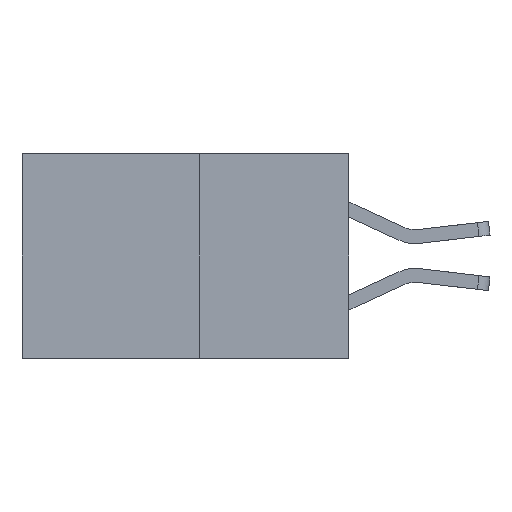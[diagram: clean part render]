
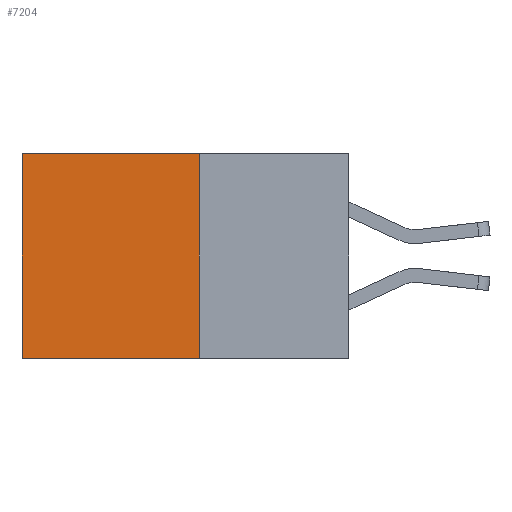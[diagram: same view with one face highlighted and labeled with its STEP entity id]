
A CAD part, left-side view. The second image highlights one B-rep face of the part: STEP entity #7204.
In plain terms, the highlighted planar face has unit normal (-1, 0, 0).
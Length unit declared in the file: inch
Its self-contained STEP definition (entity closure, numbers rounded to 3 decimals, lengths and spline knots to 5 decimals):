
#176 = VERTEX_POINT ( 'NONE', #2776 ) ;
#297 = EDGE_CURVE ( 'NONE', #7672, #176, #7973, .T. ) ;
#555 = CARTESIAN_POINT ( 'NONE',  ( 0.277, 0.27, 0. ) ) ;
#923 = FACE_OUTER_BOUND ( 'NONE', #9409, .T. ) ;
#930 = VECTOR ( 'NONE', #9069, 39.37008 ) ;
#1094 = CARTESIAN_POINT ( 'NONE',  ( 0.277, 0.27, -0.37 ) ) ;
#1155 = DIRECTION ( 'NONE',  ( 0., 0., -1. ) ) ;
#1547 = VECTOR ( 'NONE', #7571, 39.37008 ) ;
#1915 = CARTESIAN_POINT ( 'NONE',  ( 0.277, 0.27, -0.37 ) ) ;
#2136 = CARTESIAN_POINT ( 'NONE',  ( 0.277, 0.27, -0.37 ) ) ;
#2584 = ORIENTED_EDGE ( 'NONE', *, *, #3771, .T. ) ;
#2776 = CARTESIAN_POINT ( 'NONE',  ( 0.277, 0.59, -0.37 ) ) ;
#3040 = EDGE_CURVE ( 'NONE', #8632, #176, #9653, .T. ) ;
#3094 = LINE ( 'NONE', #5028, #930 ) ;
#3469 = CARTESIAN_POINT ( 'NONE',  ( 0.277, 0.27, -0.37 ) ) ;
#3568 = LINE ( 'NONE', #2136, #7819 ) ;
#3587 = PLANE ( 'NONE',  #6509 ) ;
#3771 = EDGE_CURVE ( 'NONE', #9572, #8632, #3094, .T. ) ;
#4636 = DIRECTION ( 'NONE',  ( 0., 0., -1. ) ) ;
#4763 = CARTESIAN_POINT ( 'NONE',  ( 0.277, 0.59, -0.37 ) ) ;
#5028 = CARTESIAN_POINT ( 'NONE',  ( 0.277, 0.27, 0. ) ) ;
#5680 = ORIENTED_EDGE ( 'NONE', *, *, #3040, .T. ) ;
#6004 = DIRECTION ( 'NONE',  ( 1., 0., 0. ) ) ;
#6013 = ORIENTED_EDGE ( 'NONE', *, *, #9501, .F. ) ;
#6226 = CARTESIAN_POINT ( 'NONE',  ( 0.277, 0.59, 0. ) ) ;
#6509 = AXIS2_PLACEMENT_3D ( 'NONE', #1915, #6004, #1155 ) ;
#7204 = ADVANCED_FACE ( 'NONE', ( #923 ), #3587, .F. ) ;
#7511 = VECTOR ( 'NONE', #4636, 39.37008 ) ;
#7571 = DIRECTION ( 'NONE',  ( 0., 1., 0. ) ) ;
#7672 = VERTEX_POINT ( 'NONE', #3469 ) ;
#7788 = DIRECTION ( 'NONE',  ( 0., 0., -1. ) ) ;
#7819 = VECTOR ( 'NONE', #7788, 39.37008 ) ;
#7973 = LINE ( 'NONE', #1094, #1547 ) ;
#8206 = ORIENTED_EDGE ( 'NONE', *, *, #297, .F. ) ;
#8632 = VERTEX_POINT ( 'NONE', #6226 ) ;
#9069 = DIRECTION ( 'NONE',  ( 0., 1., 0. ) ) ;
#9409 = EDGE_LOOP ( 'NONE', ( #5680, #8206, #6013, #2584 ) ) ;
#9501 = EDGE_CURVE ( 'NONE', #9572, #7672, #3568, .T. ) ;
#9572 = VERTEX_POINT ( 'NONE', #555 ) ;
#9653 = LINE ( 'NONE', #4763, #7511 ) ;
